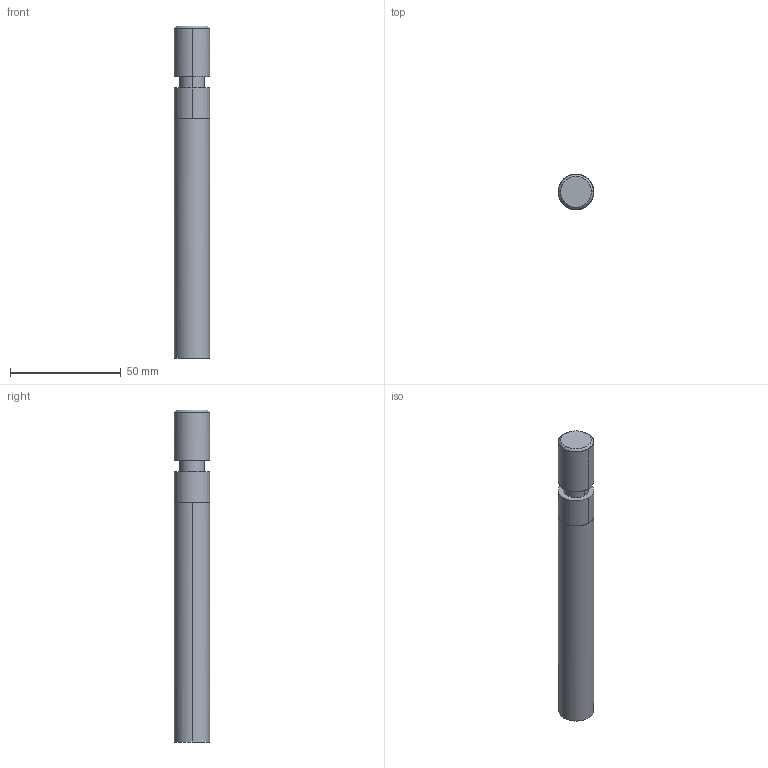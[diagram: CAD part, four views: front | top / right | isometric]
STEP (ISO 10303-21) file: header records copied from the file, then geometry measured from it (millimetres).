
FILE_DESCRIPTION(('CATIA V5 STEP Exchange','CAx-IF Rec.Pracs.--- Model Styling and Organization---1.4--- 2014-01-23','CAx-IF Rec.Pracs.---3D Tessellated Data Validation Properties---0.5---2014-09-14'),'2;1');
FILE_NAME('LA9RM201.stp','2022-12-14T09:59:48+00:00',('none'),('none'),'CATIA Version 5-6 Release 2018','CATIA V5 STEP AP242','none');
FILE_SCHEMA(('AP242_MANAGED_MODEL_BASED_3D_ENGINEERING_MIM_LF {1 0 10303 442 1 1 4}'));
Length unit declared in the file: millimetre
Products named in the file (1): LA9RM201
Bounding box: 16 x 16 x 150 mm (x, y, z)
Volume: 29343.2 mm3; surface area: 8010.4 mm2
Topology: 1 solids, 2 shells, 18 faces, 308 edges, 298 vertices
Faces by surface type: cylinder 8, plane 7, cone 2, bspline 1
Entity records: 3152 total; most frequent: CARTESIAN_POINT 912, ORIENTED_EDGE 616, EDGE_CURVE 308, DIRECTION 305, VERTEX_POINT 298, AXIS2_PLACEMENT_3D 283, CIRCLE 270, B_SPLINE_CURVE_WITH_KNOTS 27
